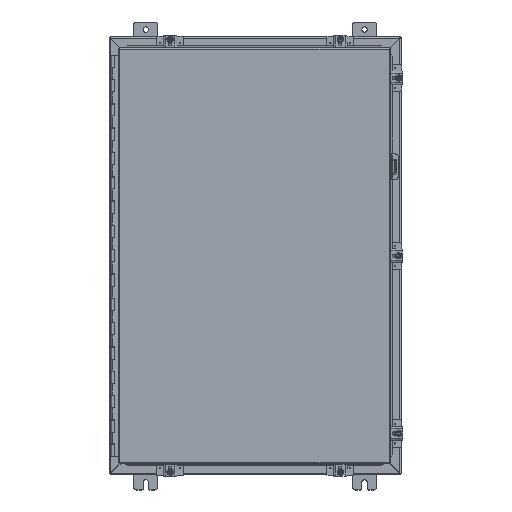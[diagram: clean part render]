
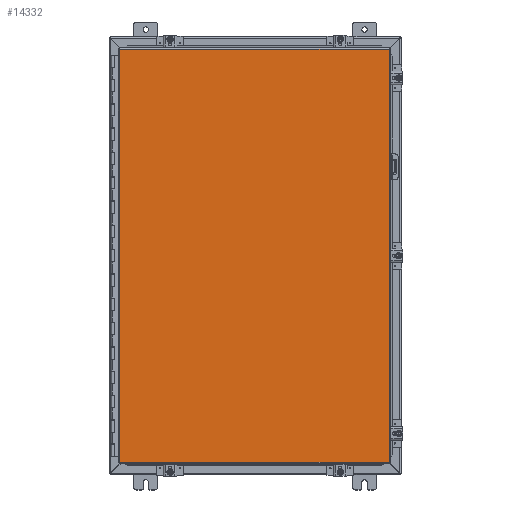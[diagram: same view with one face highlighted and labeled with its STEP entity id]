
A CAD part, top view. The second image highlights one B-rep face of the part: STEP entity #14332.
In plain terms, the highlighted face is planar.
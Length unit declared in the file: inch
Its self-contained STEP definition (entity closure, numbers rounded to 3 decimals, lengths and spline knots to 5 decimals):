
#1451=PLANE('',#15189);
#2060=FACE_OUTER_BOUND('',#2870,.T.);
#2870=EDGE_LOOP('',(#11367,#11368,#11369,#11370));
#3841=LINE('',#23562,#5150);
#3847=LINE('',#23683,#5156);
#3857=LINE('',#23836,#5166);
#3860=LINE('',#23869,#5169);
#5150=VECTOR('',#17289,22.1645);
#5156=VECTOR('',#17303,22.1645);
#5166=VECTOR('',#17325,33.977);
#5169=VECTOR('',#17334,33.977);
#6898=VERTEX_POINT('',#23553);
#6899=VERTEX_POINT('',#23561);
#6902=VERTEX_POINT('',#23631);
#6903=VERTEX_POINT('',#23675);
#8512=EDGE_CURVE('',#6899,#6898,#3841,.T.);
#8525=EDGE_CURVE('',#6902,#6903,#3847,.T.);
#8542=EDGE_CURVE('',#6898,#6902,#3857,.T.);
#8546=EDGE_CURVE('',#6903,#6899,#3860,.T.);
#11367=ORIENTED_EDGE('',*,*,#8542,.T.);
#11368=ORIENTED_EDGE('',*,*,#8525,.T.);
#11369=ORIENTED_EDGE('',*,*,#8546,.T.);
#11370=ORIENTED_EDGE('',*,*,#8512,.T.);
#14332=ADVANCED_FACE('',(#2060),#1451,.F.);
#15189=AXIS2_PLACEMENT_3D('',#23949,#17348,#17349);
#17289=DIRECTION('',(-1.,0.,0.));
#17303=DIRECTION('',(1.,0.,0.));
#17325=DIRECTION('',(0.,1.,0.));
#17334=DIRECTION('',(0.,-1.,0.));
#17348=DIRECTION('center_axis',(0.,0.,1.));
#17349=DIRECTION('ref_axis',(1.,0.,0.));
#23553=CARTESIAN_POINT('',(-11.08225,-16.9885,0.));
#23561=CARTESIAN_POINT('',(11.08225,-16.9885,0.));
#23562=CARTESIAN_POINT('',(5.54113,-16.9885,0.));
#23631=CARTESIAN_POINT('',(-11.08225,16.9885,0.));
#23675=CARTESIAN_POINT('',(11.08225,16.9885,0.));
#23683=CARTESIAN_POINT('',(-5.59375,16.9885,0.));
#23836=CARTESIAN_POINT('',(-11.08225,-8.49425,0.));
#23869=CARTESIAN_POINT('',(11.08225,8.49425,0.));
#23949=CARTESIAN_POINT('Origin',(0.,0.,
0.));
